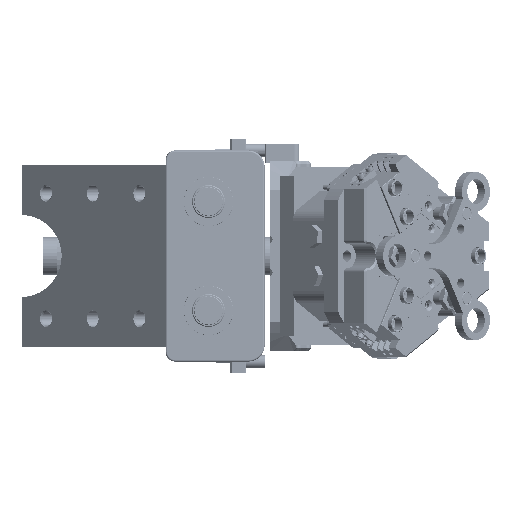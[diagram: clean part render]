
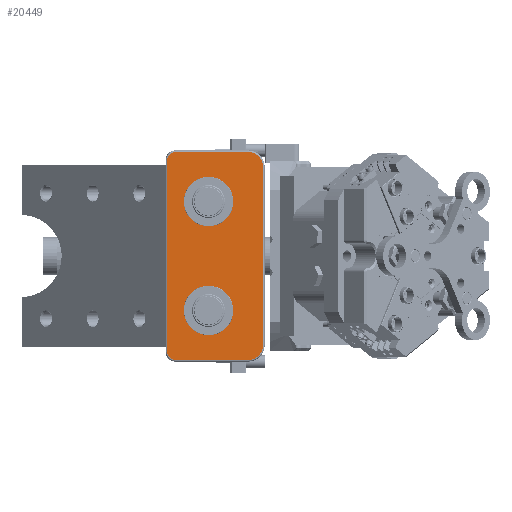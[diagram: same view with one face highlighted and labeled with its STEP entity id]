
A CAD part, left-side view. The second image highlights one B-rep face of the part: STEP entity #20449.
In plain terms, the highlighted face is planar.
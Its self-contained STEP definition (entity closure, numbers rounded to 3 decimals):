
#689 = CARTESIAN_POINT ( 'NONE',  ( 0., 0., 0. ) ) ;
#953 = LINE ( 'NONE', #53644, #15828 ) ;
#2286 = CIRCLE ( 'NONE', #53071, 9.25 ) ;
#4337 = DIRECTION ( 'NONE',  ( 0., -1., 0. ) ) ;
#4610 = CARTESIAN_POINT ( 'NONE',  ( -58., 0., 29. ) ) ;
#5064 = CARTESIAN_POINT ( 'NONE',  ( -58., 0., 24. ) ) ;
#5081 = CARTESIAN_POINT ( 'NONE',  ( -63., 0., -20. ) ) ;
#5228 = CARTESIAN_POINT ( 'NONE',  ( 63., 0., 24. ) ) ;
#5900 = AXIS2_PLACEMENT_3D ( 'NONE', #112312, #25188, #78225 ) ;
#6534 = CARTESIAN_POINT ( 'NONE',  ( 33., 0., 4. ) ) ;
#9415 = DIRECTION ( 'NONE',  ( 0., 0., -1. ) ) ;
#10624 = VECTOR ( 'NONE', #48417, 1000. ) ;
#11805 = CIRCLE ( 'NONE', #14288, 9.25 ) ;
#13599 = CARTESIAN_POINT ( 'NONE',  ( 33., 0., 4. ) ) ;
#14288 = AXIS2_PLACEMENT_3D ( 'NONE', #47517, #4337, #29002 ) ;
#15828 = VECTOR ( 'NONE', #35488, 1000. ) ;
#17497 = CARTESIAN_POINT ( 'NONE',  ( -33., 0., 13.25 ) ) ;
#19272 = CIRCLE ( 'NONE', #5900, 9. ) ;
#20449 = ADVANCED_FACE ( 'NONE', ( #36674, #96400, #78764 ), #95885, .T. ) ;
#21639 = AXIS2_PLACEMENT_3D ( 'NONE', #85083, #102191, #101825 ) ;
#21717 = DIRECTION ( 'NONE',  ( 0., 0., -1. ) ) ;
#23193 = VERTEX_POINT ( 'NONE', #5228 ) ;
#25188 = DIRECTION ( 'NONE',  ( 0., -1., 0. ) ) ;
#28898 = DIRECTION ( 'NONE',  ( -1., 0., 0. ) ) ;
#28928 = EDGE_CURVE ( 'NONE', #34215, #23193, #40438, .T. ) ;
#29002 = DIRECTION ( 'NONE',  ( 0., 0., -1. ) ) ;
#29065 = VECTOR ( 'NONE', #28898, 1000. ) ;
#30313 = DIRECTION ( 'NONE',  ( 0., 0., -1. ) ) ;
#31462 = CARTESIAN_POINT ( 'NONE',  ( -63., 0., 24. ) ) ;
#32600 = CARTESIAN_POINT ( 'NONE',  ( -58., 0., 29. ) ) ;
#34215 = VERTEX_POINT ( 'NONE', #111262 ) ;
#34556 = VERTEX_POINT ( 'NONE', #103037 ) ;
#35488 = DIRECTION ( 'NONE',  ( 1., 0., 0. ) ) ;
#36545 = DIRECTION ( 'NONE',  ( 0., 0., -1. ) ) ;
#36613 = VERTEX_POINT ( 'NONE', #94579 ) ;
#36674 = FACE_OUTER_BOUND ( 'NONE', #87572, .T. ) ;
#37322 = DIRECTION ( 'NONE',  ( 0., -1., 0. ) ) ;
#38439 = DIRECTION ( 'NONE',  ( 0., 0., -1. ) ) ;
#39738 = DIRECTION ( 'NONE',  ( 0., -1., 0. ) ) ;
#40438 = LINE ( 'NONE', #101488, #10624 ) ;
#41746 = EDGE_CURVE ( 'NONE', #95196, #112287, #87323, .T. ) ;
#43598 = VERTEX_POINT ( 'NONE', #31462 ) ;
#44751 = CIRCLE ( 'NONE', #79272, 9. ) ;
#47517 = CARTESIAN_POINT ( 'NONE',  ( -33., 0., 4. ) ) ;
#47674 = EDGE_CURVE ( 'NONE', #36613, #34556, #953, .T. ) ;
#48417 = DIRECTION ( 'NONE',  ( 0., 0., 1. ) ) ;
#48652 = DIRECTION ( 'NONE',  ( 0., 0., -1. ) ) ;
#48679 = ORIENTED_EDGE ( 'NONE', *, *, #41746, .T. ) ;
#50339 = CARTESIAN_POINT ( 'NONE',  ( -33., 0., -5.25 ) ) ;
#50510 = EDGE_CURVE ( 'NONE', #68155, #36613, #19272, .T. ) ;
#51272 = ORIENTED_EDGE ( 'NONE', *, *, #47674, .T. ) ;
#52299 = ORIENTED_EDGE ( 'NONE', *, *, #28928, .T. ) ;
#52525 = VERTEX_POINT ( 'NONE', #89380 ) ;
#53071 = AXIS2_PLACEMENT_3D ( 'NONE', #6534, #110045, #48652 ) ;
#53598 = CARTESIAN_POINT ( 'NONE',  ( 58., 0., 24. ) ) ;
#53644 = CARTESIAN_POINT ( 'NONE',  ( 0., 0., -29. ) ) ;
#54773 = ORIENTED_EDGE ( 'NONE', *, *, #68195, .F. ) ;
#55291 = ORIENTED_EDGE ( 'NONE', *, *, #92117, .T. ) ;
#57530 = EDGE_LOOP ( 'NONE', ( #54773, #109056 ) ) ;
#58353 = EDGE_CURVE ( 'NONE', #107819, #59356, #77513, .T. ) ;
#58376 = AXIS2_PLACEMENT_3D ( 'NONE', #689, #61395, #9415 ) ;
#59356 = VERTEX_POINT ( 'NONE', #50339 ) ;
#60670 = DIRECTION ( 'NONE',  ( 0., 0., -1. ) ) ;
#61395 = DIRECTION ( 'NONE',  ( 0., -1., 0. ) ) ;
#63607 = CIRCLE ( 'NONE', #84728, 5. ) ;
#64691 = ORIENTED_EDGE ( 'NONE', *, *, #85565, .T. ) ;
#65753 = VERTEX_POINT ( 'NONE', #75443 ) ;
#68155 = VERTEX_POINT ( 'NONE', #5081 ) ;
#68195 = EDGE_CURVE ( 'NONE', #52525, #65753, #2286, .T. ) ;
#69983 = ORIENTED_EDGE ( 'NONE', *, *, #58353, .F. ) ;
#71117 = ORIENTED_EDGE ( 'NONE', *, *, #109211, .F. ) ;
#75422 = EDGE_CURVE ( 'NONE', #65753, #52525, #92161, .T. ) ;
#75443 = CARTESIAN_POINT ( 'NONE',  ( 33., 0., 13.25 ) ) ;
#75470 = ORIENTED_EDGE ( 'NONE', *, *, #81788, .T. ) ;
#75936 = EDGE_CURVE ( 'NONE', #112287, #43598, #63607, .T. ) ;
#77513 = CIRCLE ( 'NONE', #21639, 9.25 ) ;
#78075 = EDGE_LOOP ( 'NONE', ( #71117, #69983 ) ) ;
#78225 = DIRECTION ( 'NONE',  ( 0., 0., -1. ) ) ;
#78764 = FACE_BOUND ( 'NONE', #78075, .T. ) ;
#79272 = AXIS2_PLACEMENT_3D ( 'NONE', #98750, #37322, #38439 ) ;
#80488 = DIRECTION ( 'NONE',  ( 0., -1., 0. ) ) ;
#81788 = EDGE_CURVE ( 'NONE', #43598, #68155, #108756, .T. ) ;
#82597 = CARTESIAN_POINT ( 'NONE',  ( 58., 0., 29. ) ) ;
#84728 = AXIS2_PLACEMENT_3D ( 'NONE', #5064, #91086, #21717 ) ;
#85083 = CARTESIAN_POINT ( 'NONE',  ( -33., 0., 4. ) ) ;
#85565 = EDGE_CURVE ( 'NONE', #23193, #95196, #94627, .T. ) ;
#87323 = LINE ( 'NONE', #4610, #29065 ) ;
#87572 = EDGE_LOOP ( 'NONE', ( #48679, #106148, #75470, #107399, #51272, #55291, #52299, #64691 ) ) ;
#89380 = CARTESIAN_POINT ( 'NONE',  ( 33., 0., -5.25 ) ) ;
#89665 = VECTOR ( 'NONE', #60670, 1000. ) ;
#91086 = DIRECTION ( 'NONE',  ( 0., -1., 0. ) ) ;
#92117 = EDGE_CURVE ( 'NONE', #34556, #34215, #44751, .T. ) ;
#92161 = CIRCLE ( 'NONE', #108706, 9.25 ) ;
#94579 = CARTESIAN_POINT ( 'NONE',  ( -54., 0., -29. ) ) ;
#94627 = CIRCLE ( 'NONE', #109385, 5. ) ;
#95196 = VERTEX_POINT ( 'NONE', #82597 ) ;
#95885 = PLANE ( 'NONE',  #58376 ) ;
#96280 = CARTESIAN_POINT ( 'NONE',  ( -63., 0., 0. ) ) ;
#96400 = FACE_BOUND ( 'NONE', #57530, .T. ) ;
#98750 = CARTESIAN_POINT ( 'NONE',  ( 54., 0., -20. ) ) ;
#101488 = CARTESIAN_POINT ( 'NONE',  ( 63., 0., 24. ) ) ;
#101825 = DIRECTION ( 'NONE',  ( 0., 0., -1. ) ) ;
#102191 = DIRECTION ( 'NONE',  ( 0., -1., 0. ) ) ;
#103037 = CARTESIAN_POINT ( 'NONE',  ( 54., 0., -29. ) ) ;
#106148 = ORIENTED_EDGE ( 'NONE', *, *, #75936, .T. ) ;
#107399 = ORIENTED_EDGE ( 'NONE', *, *, #50510, .T. ) ;
#107819 = VERTEX_POINT ( 'NONE', #17497 ) ;
#108706 = AXIS2_PLACEMENT_3D ( 'NONE', #13599, #39738, #30313 ) ;
#108756 = LINE ( 'NONE', #96280, #89665 ) ;
#109056 = ORIENTED_EDGE ( 'NONE', *, *, #75422, .F. ) ;
#109211 = EDGE_CURVE ( 'NONE', #59356, #107819, #11805, .T. ) ;
#109385 = AXIS2_PLACEMENT_3D ( 'NONE', #53598, #80488, #36545 ) ;
#110045 = DIRECTION ( 'NONE',  ( 0., -1., 0. ) ) ;
#111262 = CARTESIAN_POINT ( 'NONE',  ( 63., 0., -20. ) ) ;
#112287 = VERTEX_POINT ( 'NONE', #32600 ) ;
#112312 = CARTESIAN_POINT ( 'NONE',  ( -54., 0., -20. ) ) ;
